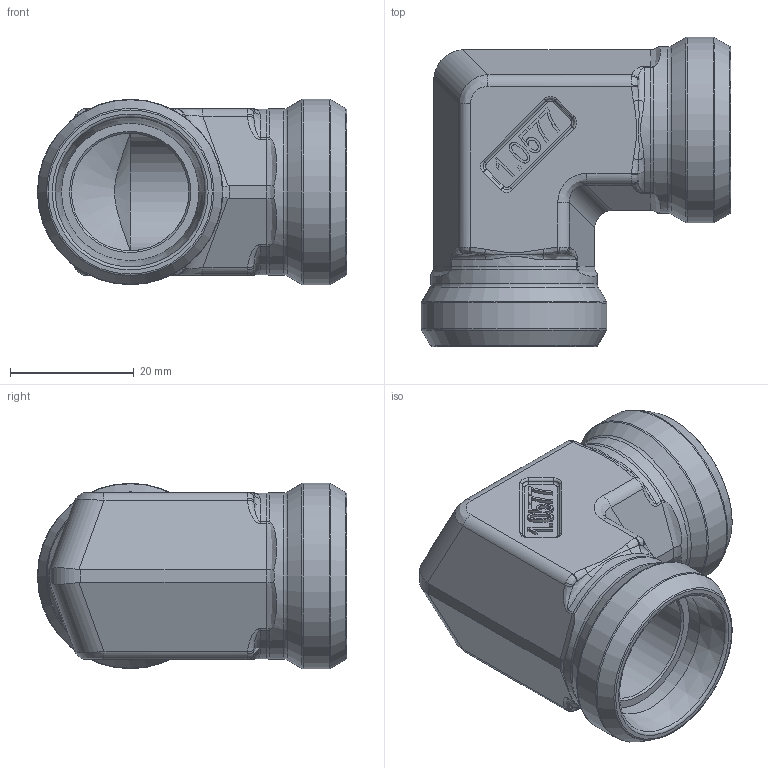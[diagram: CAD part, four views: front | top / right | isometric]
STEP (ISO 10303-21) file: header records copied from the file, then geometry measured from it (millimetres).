
FILE_DESCRIPTION(/* description */ (''),/* implementation_level */ '2;1');
FILE_NAME(/* name */ 'X-WV22.stp',/* time_stamp */ '2025-01-16T13:16:48+01:00',/* author */ (''),/* organization */ (''),/* preprocessor_version */ 'ST-DEVELOPER v16',/* originating_system */ 'SIEMENS PLM Software NX 10.0',/* authorisation */ '');
FILE_SCHEMA (('AP203_CONFIGURATION_CONTROLLED_3D_DESIGN_OF_MECHANICAL_PARTS_AND_ASSEMBLIES_MIM_LF { 1 0 10303 403 2 1 2}'));
Length unit declared in the file: millimetre
Products named in the file (1): nwer41844EE6667z
Bounding box: 50 x 50 x 30 mm (x, y, z)
Volume: 21187.7 mm3; surface area: 11102.8 mm2
Topology: 1 solids, 1 shells, 316 faces, 789 edges, 491 vertices
Faces by surface type: plane 133, bspline 72, cylinder 50, torus 38, extrusion 13, cone 10
Full cylindrical faces by diameter (mm): 19 x2, 22.22 x2, 26.9 x2, 30 x2
Entity records: 11097 total; most frequent: CARTESIAN_POINT 4443, ORIENTED_EDGE 1508, DIRECTION 1113, EDGE_CURVE 754, VERTEX_POINT 482, AXIS2_PLACEMENT_3D 459, EDGE_LOOP 360, B_SPLINE_CURVE_WITH_KNOTS 358
